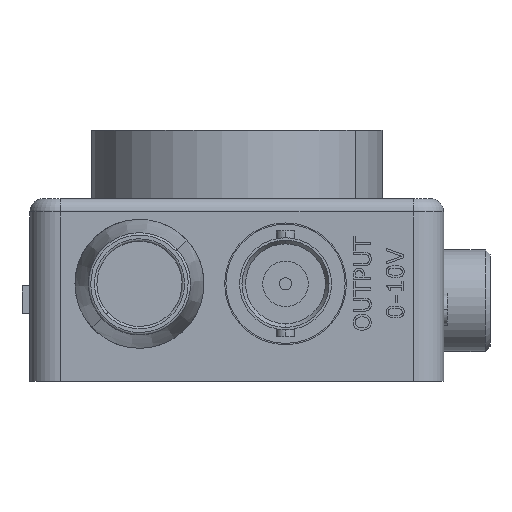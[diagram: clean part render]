
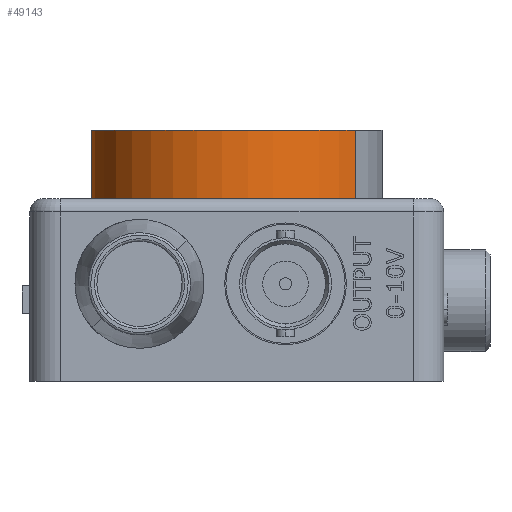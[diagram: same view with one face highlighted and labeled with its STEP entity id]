
A CAD part, front view. The second image highlights one B-rep face of the part: STEP entity #49143.
In plain terms, the highlighted cylindrical face has radius 15.24 mm (diameter 30.48 mm), a partial arc.
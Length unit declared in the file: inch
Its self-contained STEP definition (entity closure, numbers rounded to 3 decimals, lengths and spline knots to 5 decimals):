
#45110 = DIRECTION ( 'NONE',  ( -0.811, 0.585, 0. ) ) ;
#45111 = DIRECTION ( 'NONE',  ( 0., 0., -1. ) ) ;
#45112 = AXIS2_PLACEMENT_3D ( 'NONE', #45119, #45111, #45110 ) ;
#45114 = CYLINDRICAL_SURFACE ( 'NONE', #45112, 0.6 ) ;
#45116 = CARTESIAN_POINT ( 'NONE',  ( 0.85, 1.5, 1.03 ) ) ;
#45119 = CARTESIAN_POINT ( 'NONE',  ( 0.85, 1.5, 1.03 ) ) ;
#45165 = FACE_OUTER_BOUND ( 'NONE', #49183, .T. ) ;
#45167 = DIRECTION ( 'NONE',  ( 0., 0., -1. ) ) ;
#45169 = VECTOR ( 'NONE', #45167, 39.37008 ) ;
#45170 = CARTESIAN_POINT ( 'NONE',  ( 0.36322, 1.85078, 1.03 ) ) ;
#45172 = LINE ( 'NONE', #45170, #45169 ) ;
#45218 = DIRECTION ( 'NONE',  ( 0.811, -0.585, 0. ) ) ;
#45220 = DIRECTION ( 'NONE',  ( 0., 0., 1. ) ) ;
#45222 = CARTESIAN_POINT ( 'NONE',  ( 0.85, 1.5, 0.75 ) ) ;
#45223 = AXIS2_PLACEMENT_3D ( 'NONE', #45222, #45220, #45218 ) ;
#45225 = CIRCLE ( 'NONE', #45223, 0.6 ) ;
#45231 = DIRECTION ( 'NONE',  ( 0.811, -0.585, 0. ) ) ;
#45232 = DIRECTION ( 'NONE',  ( 0., 0., 1. ) ) ;
#45234 = AXIS2_PLACEMENT_3D ( 'NONE', #45116, #45232, #45231 ) ;
#45236 = CIRCLE ( 'NONE', #45234, 0.6 ) ;
#45323 = CARTESIAN_POINT ( 'NONE',  ( 0.36322, 1.85078, 0.75 ) ) ;
#45336 = CARTESIAN_POINT ( 'NONE',  ( 1.33678, 1.14922, 0.75 ) ) ;
#45338 = DIRECTION ( 'NONE',  ( 0., 0., -1. ) ) ;
#45339 = VECTOR ( 'NONE', #45338, 39.37008 ) ;
#45341 = CARTESIAN_POINT ( 'NONE',  ( 1.33678, 1.14922, 1.03 ) ) ;
#45343 = LINE ( 'NONE', #45341, #45339 ) ;
#45348 = CARTESIAN_POINT ( 'NONE',  ( 0.36322, 1.85078, 1.03 ) ) ;
#45350 = CARTESIAN_POINT ( 'NONE',  ( 1.33678, 1.14922, 1.03 ) ) ;
#49138 = EDGE_CURVE ( 'NONE', #49174, #49181, #45172, .T. ) ;
#49143 = ADVANCED_FACE ( 'NONE', ( #45165 ), #45114, .T. ) ;
#49145 = ORIENTED_EDGE ( 'NONE', *, *, #49176, .F. ) ;
#49147 = ORIENTED_EDGE ( 'NONE', *, *, #49149, .F. ) ;
#49149 = EDGE_CURVE ( 'NONE', #49174, #49173, #45236, .T. ) ;
#49151 = ORIENTED_EDGE ( 'NONE', *, *, #49138, .T. ) ;
#49154 = ORIENTED_EDGE ( 'NONE', *, *, #49155, .T. ) ;
#49155 = EDGE_CURVE ( 'NONE', #49181, #49177, #45225, .T. ) ;
#49173 = VERTEX_POINT ( 'NONE', #45350 ) ;
#49174 = VERTEX_POINT ( 'NONE', #45348 ) ;
#49176 = EDGE_CURVE ( 'NONE', #49173, #49177, #45343, .T. ) ;
#49177 = VERTEX_POINT ( 'NONE', #45336 ) ;
#49181 = VERTEX_POINT ( 'NONE', #45323 ) ;
#49183 = EDGE_LOOP ( 'NONE', ( #49145, #49147, #49151, #49154 ) ) ;
